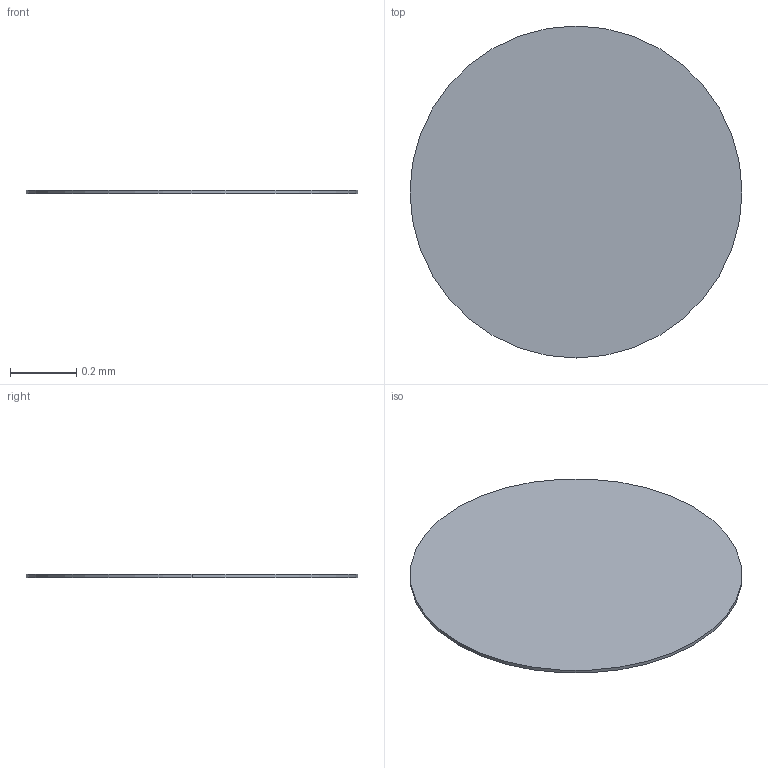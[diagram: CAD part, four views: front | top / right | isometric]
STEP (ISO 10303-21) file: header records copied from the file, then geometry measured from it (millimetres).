
FILE_DESCRIPTION (( 'STEP AP214' ), '1' );
FILE_NAME ('TP150.STEP', '2017-12-21T08:32:13', ( 'Sky123.Org' ), ( 'Sky123.Org' ), 'SwSTEP 2.0', 'SolidWorks 2013', '' );
FILE_SCHEMA (( 'AUTOMOTIVE_DESIGN' ));
Length unit declared in the file: millimetre
Products named in the file (2): TP100; TP150
Assembly tree (1 placements, depth 2):
  TP150
    TP100
Bounding box: 1 x 1 x 0.01 mm (x, y, z)
Volume: 0 mm3; surface area: 1.6 mm2
Topology: 1 solids, 1 shells, 4 faces, 6 edges, 4 vertices
Faces by surface type: cylinder 2, plane 2
Entity records: 204 total; most frequent: DIRECTION 26, CARTESIAN_POINT 18, AXIS2_PLACEMENT_3D 12, ORIENTED_EDGE 12, UNCERTAINTY_MEASURE_WITH_UNIT 8, SURFACE_SIDE_STYLE 6, PRESENTATION_STYLE_ASSIGNMENT 6, PRESENTATION_LAYER_ASSIGNMENT 6
